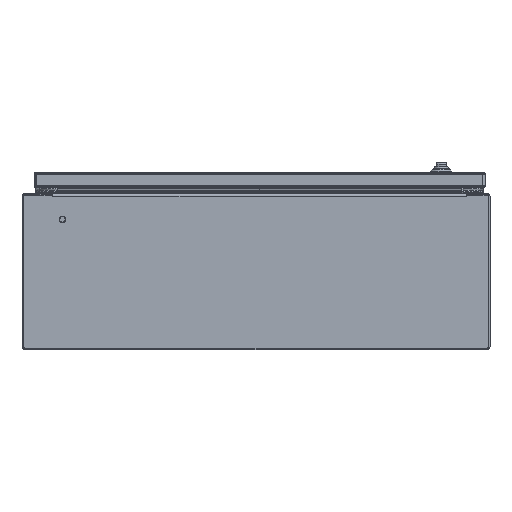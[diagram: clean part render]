
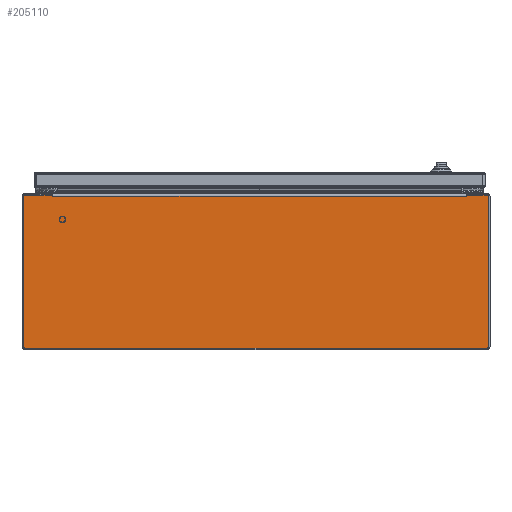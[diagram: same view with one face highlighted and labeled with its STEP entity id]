
A CAD part, front view. The second image highlights one B-rep face of the part: STEP entity #205110.
In plain terms, the highlighted planar face has unit normal (0, -1, 0).
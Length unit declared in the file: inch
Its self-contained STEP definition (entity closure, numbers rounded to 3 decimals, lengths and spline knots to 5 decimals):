
#9509 = VERTEX_POINT ( 'NONE', #171714 ) ;
#12027 = VECTOR ( 'NONE', #225596, 39.37008 ) ;
#12147 = VERTEX_POINT ( 'NONE', #14152 ) ;
#14152 = CARTESIAN_POINT ( 'NONE',  ( -11.937, -16., 3.857 ) ) ;
#16430 = EDGE_CURVE ( 'NONE', #17749, #24887, #97282, .T. ) ;
#17749 = VERTEX_POINT ( 'NONE', #215742 ) ;
#23182 = CARTESIAN_POINT ( 'NONE',  ( -10.45306, -16., 3.937 ) ) ;
#23597 = EDGE_CURVE ( 'NONE', #137736, #112335, #66084, .T. ) ;
#24617 = VECTOR ( 'NONE', #123971, 39.37008 ) ;
#24887 = VERTEX_POINT ( 'NONE', #178183 ) ;
#25446 = DIRECTION ( 'NONE',  ( 0., 0., -1. ) ) ;
#25501 = DIRECTION ( 'NONE',  ( 0., 0., -1. ) ) ;
#27127 = EDGE_CURVE ( 'NONE', #163741, #138194, #189598, .T. ) ;
#27196 = LINE ( 'NONE', #63209, #125103 ) ;
#27964 = DIRECTION ( 'NONE',  ( 0., 1., 0. ) ) ;
#28305 = VECTOR ( 'NONE', #107678, 39.37008 ) ;
#31439 = DIRECTION ( 'NONE',  ( 0., 0., -1. ) ) ;
#32797 = CARTESIAN_POINT ( 'NONE',  ( -11.857, -16., -3.937 ) ) ;
#35999 = DIRECTION ( 'NONE',  ( 0., -1., 0. ) ) ;
#37784 = EDGE_LOOP ( 'NONE', ( #99841, #145088, #225883, #134475, #141391, #108461, #190311, #118170, #60629, #219403, #95256, #52469, #54341, #163297 ) ) ;
#39082 = CARTESIAN_POINT ( 'NONE',  ( -11.937, -16., 0. ) ) ;
#39553 = CARTESIAN_POINT ( 'NONE',  ( 0., -16., 3.937 ) ) ;
#44135 = DIRECTION ( 'NONE',  ( 0., 1., 0. ) ) ;
#52076 = EDGE_CURVE ( 'NONE', #189046, #135631, #175711, .T. ) ;
#52469 = ORIENTED_EDGE ( 'NONE', *, *, #222732, .T. ) ;
#54341 = ORIENTED_EDGE ( 'NONE', *, *, #27127, .T. ) ;
#55162 = EDGE_CURVE ( 'NONE', #138194, #72372, #116094, .T. ) ;
#60629 = ORIENTED_EDGE ( 'NONE', *, *, #154563, .F. ) ;
#61209 = CARTESIAN_POINT ( 'NONE',  ( 11.937, -16., 0. ) ) ;
#63209 = CARTESIAN_POINT ( 'NONE',  ( 0., -16., 3.937 ) ) ;
#66084 = CIRCLE ( 'NONE', #136731, 0.08 ) ;
#67300 = CARTESIAN_POINT ( 'NONE',  ( -11.857, -16., 3.937 ) ) ;
#68573 = FACE_OUTER_BOUND ( 'NONE', #37784, .T. ) ;
#71108 = VECTOR ( 'NONE', #80188, 39.37008 ) ;
#72372 = VERTEX_POINT ( 'NONE', #23182 ) ;
#72747 = LINE ( 'NONE', #126211, #24617 ) ;
#74313 = EDGE_CURVE ( 'NONE', #9509, #133141, #188336, .T. ) ;
#77516 = EDGE_CURVE ( 'NONE', #112335, #12147, #178775, .T. ) ;
#80063 = CARTESIAN_POINT ( 'NONE',  ( -10.4386, -16., 3.855 ) ) ;
#80188 = DIRECTION ( 'NONE',  ( -1., 0., 0. ) ) ;
#82707 = CARTESIAN_POINT ( 'NONE',  ( 0., -16., -3.937 ) ) ;
#82805 = AXIS2_PLACEMENT_3D ( 'NONE', #151251, #27964, #222413 ) ;
#95256 = ORIENTED_EDGE ( 'NONE', *, *, #74313, .T. ) ;
#97282 = CIRCLE ( 'NONE', #100923, 0.08 ) ;
#98974 = LINE ( 'NONE', #82707, #187610 ) ;
#99276 = VERTEX_POINT ( 'NONE', #67300 ) ;
#99841 = ORIENTED_EDGE ( 'NONE', *, *, #218571, .F. ) ;
#100923 = AXIS2_PLACEMENT_3D ( 'NONE', #114980, #187212, #25446 ) ;
#101016 = CARTESIAN_POINT ( 'NONE',  ( 0., -16., 3.855 ) ) ;
#101449 = CARTESIAN_POINT ( 'NONE',  ( -11.937, -16., -3.857 ) ) ;
#106927 = PLANE ( 'NONE',  #130337 ) ;
#107678 = DIRECTION ( 'NONE',  ( 0., 0., 1. ) ) ;
#108461 = ORIENTED_EDGE ( 'NONE', *, *, #52076, .F. ) ;
#112335 = VERTEX_POINT ( 'NONE', #101449 ) ;
#114628 = CARTESIAN_POINT ( 'NONE',  ( 0., -16., 3.855 ) ) ;
#114663 = DIRECTION ( 'NONE',  ( 0., 1., 0. ) ) ;
#114732 = LINE ( 'NONE', #61209, #226830 ) ;
#114980 = CARTESIAN_POINT ( 'NONE',  ( 11.857, -16., 3.857 ) ) ;
#116094 = LINE ( 'NONE', #80063, #122680 ) ;
#116951 = DIRECTION ( 'NONE',  ( 0., 0., -1. ) ) ;
#118170 = ORIENTED_EDGE ( 'NONE', *, *, #16430, .F. ) ;
#122680 = VECTOR ( 'NONE', #132403, 39.37008 ) ;
#123971 = DIRECTION ( 'NONE',  ( -0.174, 0., -0.985 ) ) ;
#124369 = CARTESIAN_POINT ( 'NONE',  ( 0., -16., 0. ) ) ;
#125103 = VECTOR ( 'NONE', #184349, 39.37008 ) ;
#126211 = CARTESIAN_POINT ( 'NONE',  ( 10.82806, -16., 3.937 ) ) ;
#127781 = VERTEX_POINT ( 'NONE', #205866 ) ;
#127933 = EDGE_CURVE ( 'NONE', #24887, #189046, #114732, .T. ) ;
#130337 = AXIS2_PLACEMENT_3D ( 'NONE', #124369, #35999, #31439 ) ;
#131586 = DIRECTION ( 'NONE',  ( -1., 0., 0. ) ) ;
#132184 = DIRECTION ( 'NONE',  ( 0., 0., -1. ) ) ;
#132403 = DIRECTION ( 'NONE',  ( -0.174, 0., 0.985 ) ) ;
#133141 = VERTEX_POINT ( 'NONE', #139968 ) ;
#134475 = ORIENTED_EDGE ( 'NONE', *, *, #23597, .F. ) ;
#135631 = VERTEX_POINT ( 'NONE', #210767 ) ;
#136731 = AXIS2_PLACEMENT_3D ( 'NONE', #219972, #44135, #25501 ) ;
#137290 = VECTOR ( 'NONE', #186865, 39.37008 ) ;
#137736 = VERTEX_POINT ( 'NONE', #32797 ) ;
#138105 = CARTESIAN_POINT ( 'NONE',  ( 11.937, -16., -3.857 ) ) ;
#138194 = VERTEX_POINT ( 'NONE', #225840 ) ;
#139968 = CARTESIAN_POINT ( 'NONE',  ( 10.798, -16., 3.855 ) ) ;
#141391 = ORIENTED_EDGE ( 'NONE', *, *, #184181, .F. ) ;
#145088 = ORIENTED_EDGE ( 'NONE', *, *, #224037, .F. ) ;
#150698 = LINE ( 'NONE', #114628, #137290 ) ;
#151251 = CARTESIAN_POINT ( 'NONE',  ( 11.857, -16., -3.857 ) ) ;
#152526 = AXIS2_PLACEMENT_3D ( 'NONE', #221902, #114663, #116951 ) ;
#154447 = CARTESIAN_POINT ( 'NONE',  ( 10.80579, -16., 3.855 ) ) ;
#154563 = EDGE_CURVE ( 'NONE', #127781, #17749, #216555, .T. ) ;
#161989 = CARTESIAN_POINT ( 'NONE',  ( -10.423, -16., 3.855 ) ) ;
#163297 = ORIENTED_EDGE ( 'NONE', *, *, #55162, .T. ) ;
#163741 = VERTEX_POINT ( 'NONE', #161989 ) ;
#171714 = CARTESIAN_POINT ( 'NONE',  ( 10.8136, -16., 3.855 ) ) ;
#175711 = CIRCLE ( 'NONE', #82805, 0.08 ) ;
#178183 = CARTESIAN_POINT ( 'NONE',  ( 11.937, -16., 3.857 ) ) ;
#178775 = LINE ( 'NONE', #39082, #28305 ) ;
#181933 = EDGE_CURVE ( 'NONE', #127781, #9509, #72747, .T. ) ;
#184181 = EDGE_CURVE ( 'NONE', #135631, #137736, #98974, .T. ) ;
#184349 = DIRECTION ( 'NONE',  ( 1., 0., 0. ) ) ;
#186865 = DIRECTION ( 'NONE',  ( -1., 0., 0. ) ) ;
#187212 = DIRECTION ( 'NONE',  ( 0., 1., 0. ) ) ;
#187610 = VECTOR ( 'NONE', #131586, 39.37008 ) ;
#188336 = LINE ( 'NONE', #154447, #12027 ) ;
#188614 = VECTOR ( 'NONE', #199027, 39.37008 ) ;
#189046 = VERTEX_POINT ( 'NONE', #138105 ) ;
#189598 = LINE ( 'NONE', #101016, #71108 ) ;
#190311 = ORIENTED_EDGE ( 'NONE', *, *, #127933, .F. ) ;
#199027 = DIRECTION ( 'NONE',  ( 1., 0., 0. ) ) ;
#204638 = CIRCLE ( 'NONE', #152526, 0.08 ) ;
#205110 = ADVANCED_FACE ( 'NONE', ( #68573 ), #106927, .T. ) ;
#205866 = CARTESIAN_POINT ( 'NONE',  ( 10.82806, -16., 3.937 ) ) ;
#210767 = CARTESIAN_POINT ( 'NONE',  ( 11.857, -16., -3.937 ) ) ;
#215742 = CARTESIAN_POINT ( 'NONE',  ( 11.857, -16., 3.937 ) ) ;
#216555 = LINE ( 'NONE', #39553, #188614 ) ;
#218571 = EDGE_CURVE ( 'NONE', #99276, #72372, #27196, .T. ) ;
#219403 = ORIENTED_EDGE ( 'NONE', *, *, #181933, .T. ) ;
#219972 = CARTESIAN_POINT ( 'NONE',  ( -11.857, -16., -3.857 ) ) ;
#221902 = CARTESIAN_POINT ( 'NONE',  ( -11.857, -16., 3.857 ) ) ;
#222413 = DIRECTION ( 'NONE',  ( 0., 0., -1. ) ) ;
#222732 = EDGE_CURVE ( 'NONE', #133141, #163741, #150698, .T. ) ;
#224037 = EDGE_CURVE ( 'NONE', #12147, #99276, #204638, .T. ) ;
#225596 = DIRECTION ( 'NONE',  ( -1., 0., 0. ) ) ;
#225840 = CARTESIAN_POINT ( 'NONE',  ( -10.4386, -16., 3.855 ) ) ;
#225883 = ORIENTED_EDGE ( 'NONE', *, *, #77516, .F. ) ;
#226830 = VECTOR ( 'NONE', #132184, 39.37008 ) ;
